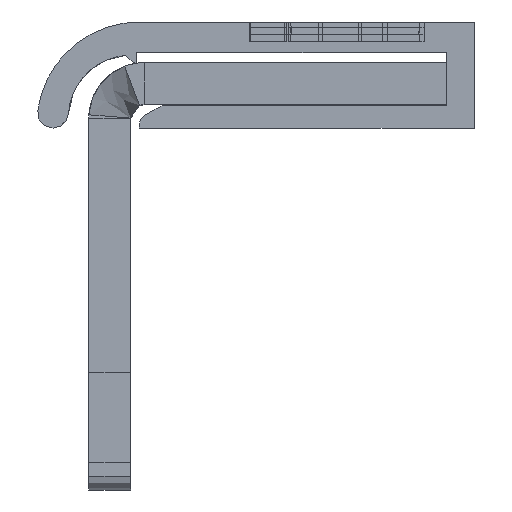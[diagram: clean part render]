
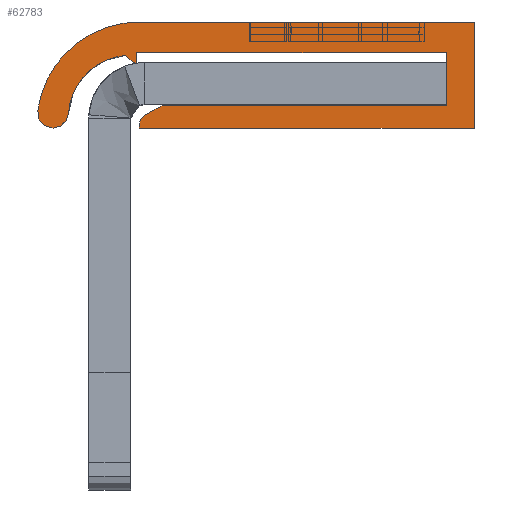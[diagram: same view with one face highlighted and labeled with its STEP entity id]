
A CAD part, front view. The second image highlights one B-rep face of the part: STEP entity #62783.
In plain terms, the highlighted face is planar.
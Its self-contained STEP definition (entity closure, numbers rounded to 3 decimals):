
#61055=DIRECTION('',(0.,-1.,0.));
#61056=VECTOR('',#61055,12.007);
#61057=CARTESIAN_POINT('',(0.,12.307,0.));
#61058=LINE('',#61057,#61056);
#61062=DIRECTION('',(1.,0.,0.));
#61063=VECTOR('',#61062,3.8);
#61064=CARTESIAN_POINT('',(0.,0.3,0.));
#61065=LINE('',#61064,#61063);
#61069=DIRECTION('',(0.,1.,0.));
#61070=VECTOR('',#61069,12.);
#61071=CARTESIAN_POINT('',(3.8,0.3,0.));
#61072=LINE('',#61071,#61070);
#61076=DIRECTION('',(-1.,0.,0.));
#61077=VECTOR('',#61076,0.123);
#61078=CARTESIAN_POINT('',(3.8,12.3,0.));
#61079=LINE('',#61078,#61077);
#61083=CARTESIAN_POINT('',(3.677,11.9,0.));
#61084=DIRECTION('',(0.,0.,1.));
#61085=DIRECTION('',(0.,1.,0.));
#61086=AXIS2_PLACEMENT_3D('',#61083,#61084,#61085);
#61091=DIRECTION('',(-0.483,-0.876,0.));
#61092=VECTOR('',#61091,0.573);
#61093=CARTESIAN_POINT('',(3.325,12.09,0.));
#61094=LINE('',#61093,#61092);
#61098=CARTESIAN_POINT('',(3.4,11.397,0.));
#61099=DIRECTION('',(0.,0.,1.));
#61100=DIRECTION('',(-0.877,0.48,0.));
#61101=AXIS2_PLACEMENT_3D('',#61098,#61099,#61100);
#61106=DIRECTION('',(0.,-1.,0.));
#61107=VECTOR('',#61106,10.099);
#61108=CARTESIAN_POINT('',(3.,11.399,0.));
#61109=LINE('',#61108,#61107);
#61113=DIRECTION('',(-1.,0.,0.));
#61114=VECTOR('',#61113,1.9);
#61115=CARTESIAN_POINT('',(3.,1.3,0.));
#61116=LINE('',#61115,#61114);
#61120=DIRECTION('',(0.,1.,0.));
#61121=VECTOR('',#61120,11.1);
#61122=CARTESIAN_POINT('',(1.1,1.3,0.));
#61123=LINE('',#61122,#61121);
#61127=DIRECTION('',(1.,0.,0.));
#61128=VECTOR('',#61127,0.4);
#61129=CARTESIAN_POINT('',(1.1,12.4,0.));
#61130=LINE('',#61129,#61128);
#61134=CARTESIAN_POINT('',(0.515,11.968,0.));
#61135=DIRECTION('',(0.,0.,1.));
#61136=DIRECTION('',(0.916,0.402,0.));
#61137=AXIS2_PLACEMENT_3D('',#61134,#61135,#61136);
#61142=CARTESIAN_POINT('',(3.431,12.606,0.));
#61143=DIRECTION('',(0.,0.,-1.));
#61144=DIRECTION('',(-0.996,0.087,0.));
#61145=AXIS2_PLACEMENT_3D('',#61142,#61143,#61144);
#61150=CARTESIAN_POINT('',(3.247,15.396,0.));
#61151=DIRECTION('',(0.,0.,1.));
#61152=DIRECTION('',(0.047,-0.999,0.));
#61153=AXIS2_PLACEMENT_3D('',#61150,#61151,#61152);
#61158=CARTESIAN_POINT('',(3.247,15.396,0.));
#61159=DIRECTION('',(0.,0.,1.));
#61160=DIRECTION('',(1.,0.,0.));
#61161=AXIS2_PLACEMENT_3D('',#61158,#61159,#61160);
#61166=CARTESIAN_POINT('',(3.671,12.307,0.));
#61167=DIRECTION('',(0.,0.,1.));
#61168=DIRECTION('',(-0.138,0.99,0.));
#61169=AXIS2_PLACEMENT_3D('',#61166,#61167,#61168);
#61993=CARTESIAN_POINT('',(3.677,12.3,0.));
#61995=VERTEX_POINT('',#61993);
#62007=CARTESIAN_POINT('',(3.325,12.09,0.));
#62008=VERTEX_POINT('',#62007);
#62009=CARTESIAN_POINT('',(3.8,12.3,0.));
#62011=VERTEX_POINT('',#62009);
#62013=CARTESIAN_POINT('',(3.8,0.3,0.));
#62015=VERTEX_POINT('',#62013);
#62017=CARTESIAN_POINT('',(0.,0.3,0.));
#62019=VERTEX_POINT('',#62017);
#62022=CARTESIAN_POINT('',(0.,12.307,0.));
#62024=VERTEX_POINT('',#62022);
#62211=CARTESIAN_POINT('',(3.163,15.943,0.));
#62213=VERTEX_POINT('',#62211);
#62215=CARTESIAN_POINT('',(3.273,14.843,0.));
#62217=VERTEX_POINT('',#62215);
#62221=CARTESIAN_POINT('',(3.8,15.396,0.));
#62222=VERTEX_POINT('',#62221);
#62223=CARTESIAN_POINT('',(1.197,12.8,0.));
#62225=VERTEX_POINT('',#62223);
#62227=CARTESIAN_POINT('',(1.5,12.4,0.));
#62229=VERTEX_POINT('',#62227);
#62231=CARTESIAN_POINT('',(1.1,12.4,0.));
#62233=VERTEX_POINT('',#62231);
#62235=CARTESIAN_POINT('',(1.1,1.3,0.));
#62237=VERTEX_POINT('',#62235);
#62239=CARTESIAN_POINT('',(3.,1.3,0.));
#62241=VERTEX_POINT('',#62239);
#62244=CARTESIAN_POINT('',(3.,11.399,0.));
#62246=VERTEX_POINT('',#62244);
#62253=CARTESIAN_POINT('',(3.049,11.589,0.));
#62255=VERTEX_POINT('',#62253);
#62760=CARTESIAN_POINT('',(3.677,11.9,0.));
#62761=DIRECTION('',(0.,0.,-1.));
#62762=DIRECTION('',(-1.,0.,0.));
#62763=AXIS2_PLACEMENT_3D('',#62760,#62761,#62762);
#62764=PLANE('',#62763);
#62765=ORIENTED_EDGE('',*,*,#62370,.T.);
#62766=ORIENTED_EDGE('',*,*,#62348,.T.);
#62767=ORIENTED_EDGE('',*,*,#62326,.T.);
#62768=ORIENTED_EDGE('',*,*,#62304,.T.);
#62769=ORIENTED_EDGE('',*,*,#62282,.T.);
#62770=ORIENTED_EDGE('',*,*,#62716,.T.);
#62771=ORIENTED_EDGE('',*,*,#62689,.T.);
#62772=ORIENTED_EDGE('',*,*,#62658,.T.);
#62773=ORIENTED_EDGE('',*,*,#62630,.T.);
#62774=ORIENTED_EDGE('',*,*,#62608,.T.);
#62775=ORIENTED_EDGE('',*,*,#62586,.T.);
#62776=ORIENTED_EDGE('',*,*,#62564,.T.);
#62777=ORIENTED_EDGE('',*,*,#62542,.T.);
#62778=ORIENTED_EDGE('',*,*,#62520,.T.);
#62779=ORIENTED_EDGE('',*,*,#62518,.T.);
#62780=ORIENTED_EDGE('',*,*,#62494,.T.);
#62781=EDGE_LOOP('',(#62765,#62766,#62767,#62768,#62769,#62770,#62771,#62772,
#62773,#62774,#62775,#62776,#62777,#62778,#62779,#62780));
#62782=FACE_OUTER_BOUND('',#62781,.F.);
#61087=CIRCLE('',#61086,0.4);
#61102=CIRCLE('',#61101,0.4);
#61138=CIRCLE('',#61137,1.075);
#61146=CIRCLE('',#61145,2.243);
#61154=CIRCLE('',#61153,0.553);
#61162=CIRCLE('',#61161,0.553);
#61170=CIRCLE('',#61169,3.671);
#62282=EDGE_CURVE('',#61995,#62008,#61087,.T.);
#62304=EDGE_CURVE('',#62011,#61995,#61079,.T.);
#62326=EDGE_CURVE('',#62015,#62011,#61072,.T.);
#62348=EDGE_CURVE('',#62019,#62015,#61065,.T.);
#62370=EDGE_CURVE('',#62024,#62019,#61058,.T.);
#62494=EDGE_CURVE('',#62213,#62024,#61170,.T.);
#62518=EDGE_CURVE('',#62222,#62213,#61162,.T.);
#62520=EDGE_CURVE('',#62217,#62222,#61154,.T.);
#62542=EDGE_CURVE('',#62225,#62217,#61146,.T.);
#62564=EDGE_CURVE('',#62229,#62225,#61138,.T.);
#62586=EDGE_CURVE('',#62233,#62229,#61130,.T.);
#62608=EDGE_CURVE('',#62237,#62233,#61123,.T.);
#62630=EDGE_CURVE('',#62241,#62237,#61116,.T.);
#62658=EDGE_CURVE('',#62246,#62241,#61109,.T.);
#62689=EDGE_CURVE('',#62255,#62246,#61102,.T.);
#62716=EDGE_CURVE('',#62008,#62255,#61094,.T.);
#62783=ADVANCED_FACE('',(#62782),#62764,.T.);
